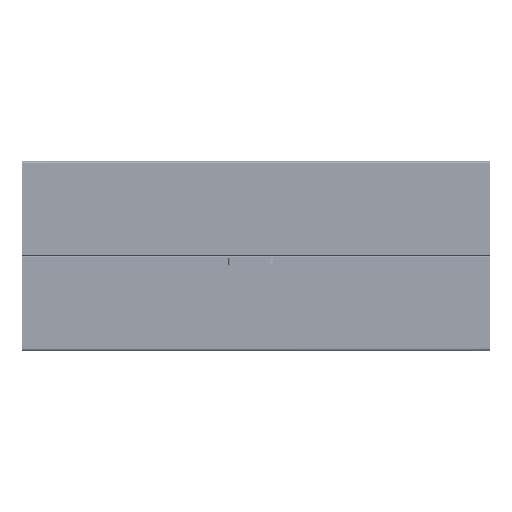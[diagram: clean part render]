
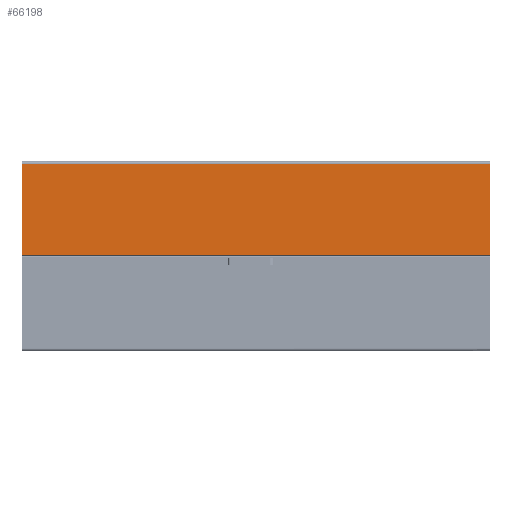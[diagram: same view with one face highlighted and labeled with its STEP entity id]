
A CAD part, top view. The second image highlights one B-rep face of the part: STEP entity #66198.
In plain terms, the highlighted face is planar.
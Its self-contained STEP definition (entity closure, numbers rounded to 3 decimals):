
#1307 = FACE_OUTER_BOUND ( 'NONE', #67070, .T. ) ;
#3223 = CARTESIAN_POINT ( 'NONE',  ( 195., -975.5, 0. ) ) ;
#3236 = PLANE ( 'NONE',  #3497 ) ;
#3241 = DIRECTION ( 'NONE',  ( 0., 0., 1. ) ) ;
#3242 = DIRECTION ( 'NONE',  ( 1., 0., 0. ) ) ;
#3497 = AXIS2_PLACEMENT_3D ( 'NONE', #3223, #3241, #3242 ) ;
#4838 = VERTEX_POINT ( 'NONE', #18912 ) ;
#4839 = VERTEX_POINT ( 'NONE', #18914 ) ;
#4840 = VERTEX_POINT ( 'NONE', #18916 ) ;
#4841 = VERTEX_POINT ( 'NONE', #18918 ) ;
#18912 = CARTESIAN_POINT ( 'NONE',  ( -194.9, -975.49, 0. ) ) ;
#18914 = CARTESIAN_POINT ( 'NONE',  ( -194.9, 975.49, 0. ) ) ;
#18916 = CARTESIAN_POINT ( 'NONE',  ( 187.5, 975.49, 0. ) ) ;
#18918 = CARTESIAN_POINT ( 'NONE',  ( 187.5, -975.49, 0. ) ) ;
#48631 = ORIENTED_EDGE ( 'NONE', *, *, #73150, .T. ) ;
#48633 = ORIENTED_EDGE ( 'NONE', *, *, #73148, .T. ) ;
#48635 = ORIENTED_EDGE ( 'NONE', *, *, #73136, .T. ) ;
#48638 = ORIENTED_EDGE ( 'NONE', *, *, #73152, .T. ) ;
#66198 = ADVANCED_FACE ( 'NONE', ( #1307 ), #3236, .F. ) ;
#67070 = EDGE_LOOP ( 'NONE', ( #48631, #48633, #48635, #48638 ) ) ;
#73136 = EDGE_CURVE ( 'NONE', #4840, #4841, #73826, .T. ) ;
#73148 = EDGE_CURVE ( 'NONE', #4839, #4840, #73845, .T. ) ;
#73150 = EDGE_CURVE ( 'NONE', #4838, #4839, #73848, .T. ) ;
#73152 = EDGE_CURVE ( 'NONE', #4841, #4838, #73847, .T. ) ;
#73816 = VECTOR ( 'NONE', #76492, 1000. ) ;
#73826 = LINE ( 'NONE', #76491, #73816 ) ;
#73840 = VECTOR ( 'NONE', #76530, 1000. ) ;
#73842 = VECTOR ( 'NONE', #76526, 1000. ) ;
#73843 = VECTOR ( 'NONE', #76521, 1000. ) ;
#73845 = LINE ( 'NONE', #76512, #73843 ) ;
#73847 = LINE ( 'NONE', #76529, #73840 ) ;
#73848 = LINE ( 'NONE', #76517, #73842 ) ;
#76491 = CARTESIAN_POINT ( 'NONE',  ( 187.5, 975.49, 0. ) ) ;
#76492 = DIRECTION ( 'NONE',  ( 0., -1., 0. ) ) ;
#76512 = CARTESIAN_POINT ( 'NONE',  ( -195., 975.49, 0. ) ) ;
#76517 = CARTESIAN_POINT ( 'NONE',  ( -194.9, -975.49, 0. ) ) ;
#76521 = DIRECTION ( 'NONE',  ( 1., 0., 0. ) ) ;
#76526 = DIRECTION ( 'NONE',  ( 0., 1., 0. ) ) ;
#76529 = CARTESIAN_POINT ( 'NONE',  ( 195., -975.49, 0. ) ) ;
#76530 = DIRECTION ( 'NONE',  ( -1., 0., 0. ) ) ;
